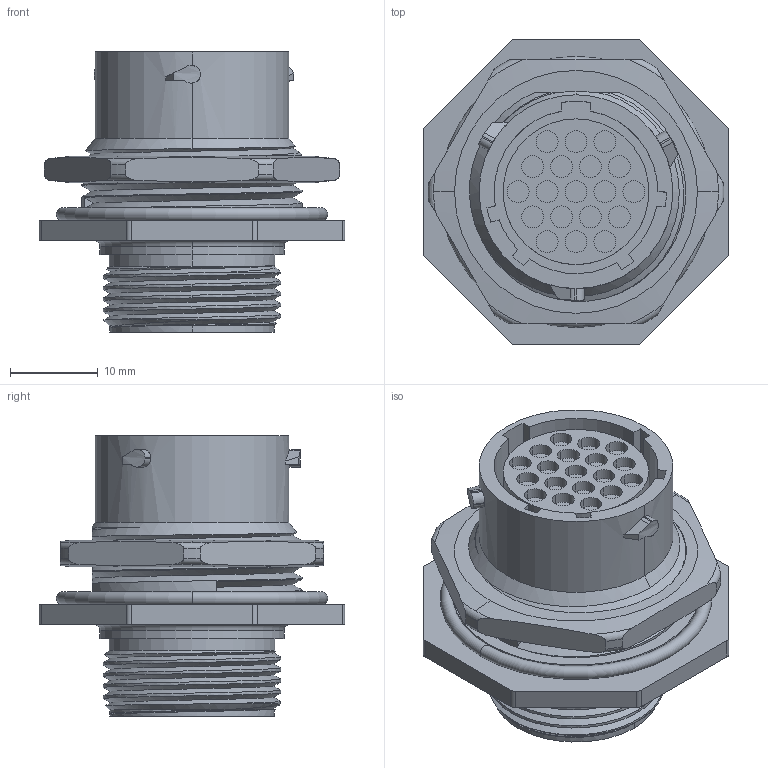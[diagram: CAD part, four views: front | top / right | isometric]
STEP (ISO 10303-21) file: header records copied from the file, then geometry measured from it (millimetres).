
FILE_DESCRIPTION((''),'2;1');
FILE_NAME('UTS71419S_CATALOGUE_PRT','2010-09-24T',('amartin'),(''),'PRO/ENGINEER BY PARAMETRIC TECHNOLOGY CORPORATION, 2007390','PRO/ENGINEER BY PARAMETRIC TECHNOLOGY CORPORATION, 2007390','');
FILE_SCHEMA(('CONFIG_CONTROL_DESIGN'));
Length unit declared in the file: millimetre
Products named in the file (1): UTS71419S_CATALOGUE_PRT
Bounding box: 34.9 x 34.9 x 32 mm (x, y, z)
Volume: 11896.5 mm3; surface area: 7570.7 mm2
Topology: 1 solids, 2 shells, 287 faces, 694 edges, 459 vertices
Faces by surface type: cylinder 144, plane 100, torus 18, bspline 14, cone 11
Entity records: 11423 total; most frequent: CARTESIAN_POINT 4656, DIRECTION 1404, ORIENTED_EDGE 1388, EDGE_CURVE 694, AXIS2_PLACEMENT_3D 572, VERTEX_POINT 459, EDGE_LOOP 337, CIRCLE 299
